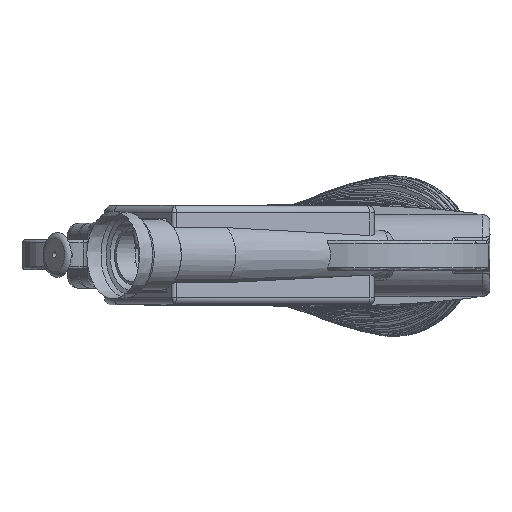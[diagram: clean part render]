
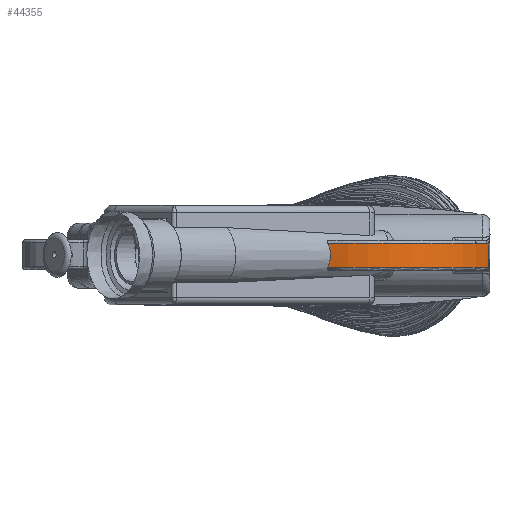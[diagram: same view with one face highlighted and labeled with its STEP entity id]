
A CAD part, top view. The second image highlights one B-rep face of the part: STEP entity #44355.
In plain terms, the highlighted cylindrical face has radius 22 mm (diameter 44 mm), a partial arc.
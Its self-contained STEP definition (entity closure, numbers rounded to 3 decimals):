
#2306=B_SPLINE_CURVE_WITH_KNOTS('',3,(#83040,#83041,#83042,#83043,#83044,
#83045,#83046,#83047,#83048,#83049),.UNSPECIFIED.,.F.,.F.,(4,3,3,4),(0.,
0.35,0.673,0.699),.UNSPECIFIED.);
#2309=B_SPLINE_CURVE_WITH_KNOTS('',3,(#83072,#83073,#83074,#83075,#83076,
#83077,#83078,#83079,#83080,#83081,#83082),.UNSPECIFIED.,.F.,.F.,(4,2,3,
2,4),(-0.201,-0.179,0.,0.179,0.201),
 .UNSPECIFIED.);
#2310=B_SPLINE_CURVE_WITH_KNOTS('',3,(#83085,#83086,#83087,#83088),
 .UNSPECIFIED.,.F.,.F.,(4,4),(0.,0.625),
 .UNSPECIFIED.);
#3640=CIRCLE('',#46808,22.);
#3641=CIRCLE('',#46809,22.);
#4431=CYLINDRICAL_SURFACE('',#46807,22.);
#4897=FACE_OUTER_BOUND('',#7368,.T.);
#7368=EDGE_LOOP('',(#28410,#28411,#28412,#28413,#28414,#28415));
#9701=LINE('',#83062,#13038);
#13038=VECTOR('',#50008,4.188);
#17203=VERTEX_POINT('',#82991);
#17205=VERTEX_POINT('',#83033);
#17207=VERTEX_POINT('',#83061);
#17209=VERTEX_POINT('',#83070);
#17210=VERTEX_POINT('',#83071);
#17211=VERTEX_POINT('',#83083);
#21574=EDGE_CURVE('',#17205,#17203,#2306,.T.);
#21576=EDGE_CURVE('',#17207,#17203,#9701,.T.);
#21579=EDGE_CURVE('',#17209,#17210,#2309,.T.);
#21580=EDGE_CURVE('',#17209,#17211,#3640,.T.);
#21581=EDGE_CURVE('',#17211,#17207,#2310,.T.);
#21582=EDGE_CURVE('',#17210,#17205,#3641,.T.);
#28410=ORIENTED_EDGE('',*,*,#21579,.F.);
#28411=ORIENTED_EDGE('',*,*,#21580,.T.);
#28412=ORIENTED_EDGE('',*,*,#21581,.T.);
#28413=ORIENTED_EDGE('',*,*,#21576,.T.);
#28414=ORIENTED_EDGE('',*,*,#21574,.F.);
#28415=ORIENTED_EDGE('',*,*,#21582,.F.);
#44355=ADVANCED_FACE('',(#4897),#4431,.T.);
#46807=AXIS2_PLACEMENT_3D('',#83069,#50010,#50011);
#46808=AXIS2_PLACEMENT_3D('',#83084,#50012,#50013);
#46809=AXIS2_PLACEMENT_3D('',#83089,#50014,#50015);
#50008=DIRECTION('',(0.,1.,0.));
#50010=DIRECTION('center_axis',(0.,1.,0.));
#50011=DIRECTION('ref_axis',(-0.332,0.,0.943));
#50012=DIRECTION('center_axis',(0.,1.,0.));
#50013=DIRECTION('ref_axis',(1.,0.,0.));
#50014=DIRECTION('center_axis',(0.,1.,0.));
#50015=DIRECTION('ref_axis',(1.,0.,0.));
#82991=CARTESIAN_POINT('',(56.982,2.094,-11.017));
#83033=CARTESIAN_POINT('',(56.681,2.,-10.395));
#83040=CARTESIAN_POINT('Ctrl Pts',(56.681,2.,-10.395));
#83041=CARTESIAN_POINT('Ctrl Pts',(56.738,2.,-10.507));
#83042=CARTESIAN_POINT('Ctrl Pts',(56.791,2.011,-10.616));
#83043=CARTESIAN_POINT('Ctrl Pts',(56.842,2.028,-10.721));
#83044=CARTESIAN_POINT('Ctrl Pts',(56.888,2.043,-10.817));
#83045=CARTESIAN_POINT('Ctrl Pts',(56.932,2.065,-10.909));
#83046=CARTESIAN_POINT('Ctrl Pts',(56.973,2.088,-10.996));
#83047=CARTESIAN_POINT('Ctrl Pts',(56.976,2.09,-11.003));
#83048=CARTESIAN_POINT('Ctrl Pts',(56.979,2.092,-11.01));
#83049=CARTESIAN_POINT('Ctrl Pts',(56.982,2.094,-11.017));
#83061=CARTESIAN_POINT('',(56.982,-2.094,-11.017));
#83062=CARTESIAN_POINT('',(56.982,-2.094,-11.017));
#83069=CARTESIAN_POINT('Origin',(37.037,-2.303,-20.3));
#83070=CARTESIAN_POINT('',(29.742,-2.,0.455));
#83071=CARTESIAN_POINT('',(29.742,2.,0.455));
#83072=CARTESIAN_POINT('Ctrl Pts',(29.742,-2.,0.455));
#83073=CARTESIAN_POINT('Ctrl Pts',(29.777,-1.932,0.468));
#83074=CARTESIAN_POINT('Ctrl Pts',(29.811,-1.863,0.48));
#83075=CARTESIAN_POINT('Ctrl Pts',(30.103,-1.224,0.581));
#83076=CARTESIAN_POINT('Ctrl Pts',(30.241,-0.597,0.624));
#83077=CARTESIAN_POINT('Ctrl Pts',(30.241,0.,
0.624));
#83078=CARTESIAN_POINT('Ctrl Pts',(30.241,0.597,0.624));
#83079=CARTESIAN_POINT('Ctrl Pts',(30.103,1.224,0.581));
#83080=CARTESIAN_POINT('Ctrl Pts',(29.811,1.863,0.48));
#83081=CARTESIAN_POINT('Ctrl Pts',(29.777,1.932,0.468));
#83082=CARTESIAN_POINT('Ctrl Pts',(29.742,2.,0.455));
#83083=CARTESIAN_POINT('',(56.681,-2.,-10.395));
#83084=CARTESIAN_POINT('Origin',(37.037,-2.,-20.3));
#83085=CARTESIAN_POINT('Ctrl Pts',(56.681,-2.,-10.395));
#83086=CARTESIAN_POINT('Ctrl Pts',(56.794,-2.,-10.62));
#83087=CARTESIAN_POINT('Ctrl Pts',(56.896,-2.042,-10.831));
#83088=CARTESIAN_POINT('Ctrl Pts',(56.982,-2.094,-11.017));
#83089=CARTESIAN_POINT('Origin',(37.037,2.,-20.3));
